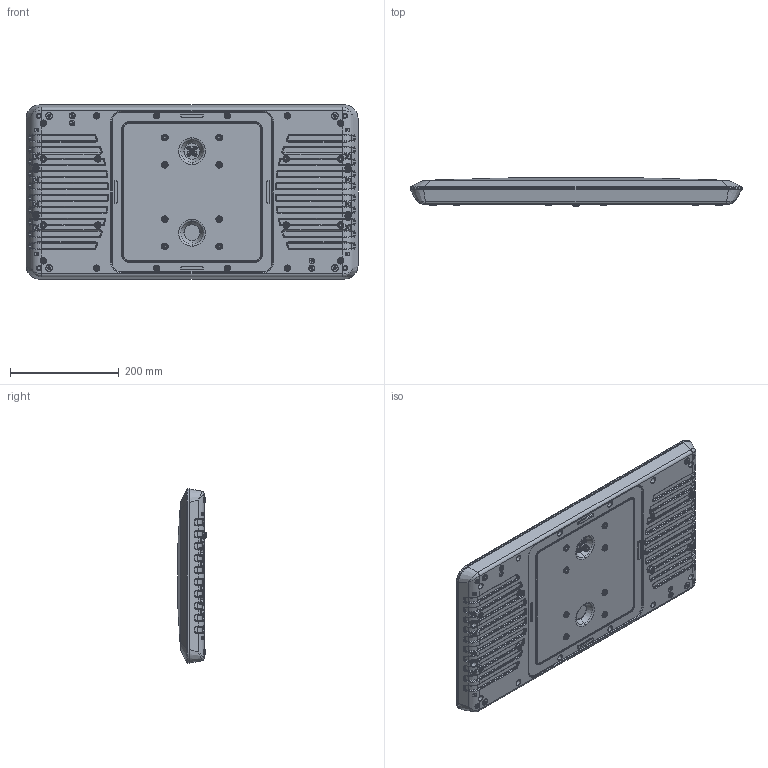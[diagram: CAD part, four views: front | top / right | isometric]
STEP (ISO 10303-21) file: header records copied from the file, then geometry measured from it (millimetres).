
FILE_DESCRIPTION((''),'2;1');
FILE_NAME('52010583_MOCKUP','2021-01-12T14:50:27',('rothes'),('Kathrein Sachsen GmbH'),'CREO PARAMETRIC BY PTC INC, 2019471','CREO PARAMETRIC BY PTC INC, 2019471','');
FILE_SCHEMA(('AUTOMOTIVE_DESIGN { 1 0 10303 214 1 1 1 1 }'));
Products named in the file (1): 52010583_MOCKUP
Bounding box: 610 x 53.22 x 320 mm (x, y, z)
Volume: 8143684.2 mm3; surface area: 474453 mm2
Topology: 1 solids, 1 shells, 2329 faces, 5532 edges, 3235 vertices
Faces by surface type: cylinder 740, bspline 617, cone 368, plane 348, torus 200, sphere 56
Entity records: 132278 total; most frequent: CARTESIAN_POINT 59901, ORIENTED_EDGE 10908, DIRECTION 8984, EDGE_CURVE 5454, FILL_AREA_STYLE_COLOUR 3690, FILL_AREA_STYLE 3690, SURFACE_STYLE_FILL_AREA 3690, SURFACE_SIDE_STYLE 3690
